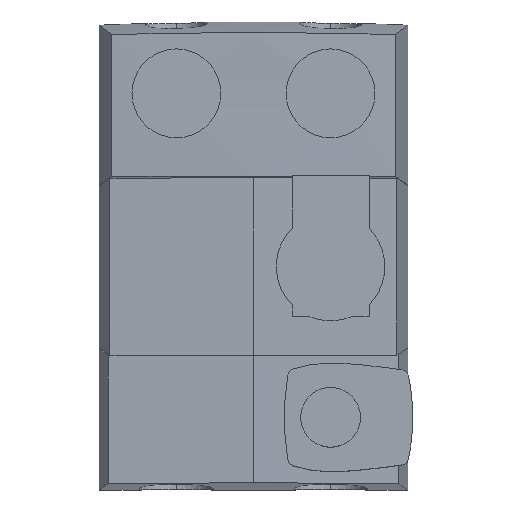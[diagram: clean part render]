
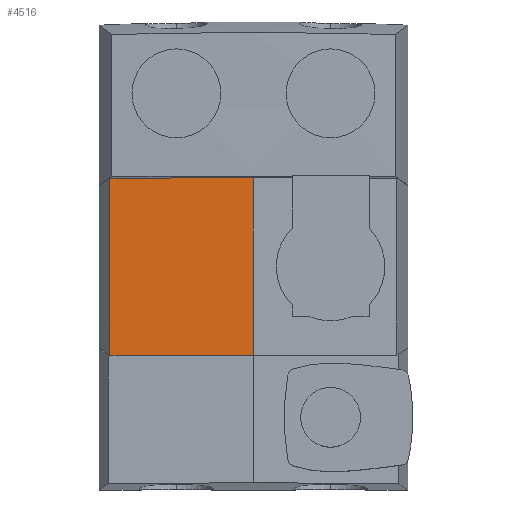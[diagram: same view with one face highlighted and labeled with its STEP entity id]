
A CAD part, top view. The second image highlights one B-rep face of the part: STEP entity #4516.
In plain terms, the highlighted cylindrical face has radius 2500 mm (diameter 5000 mm), a partial arc.
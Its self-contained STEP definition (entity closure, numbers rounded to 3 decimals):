
#49 = CARTESIAN_POINT ( 'NONE',  ( -116.333, 71.751, 89.474 ) ) ;
#422 = CARTESIAN_POINT ( 'NONE',  ( -116.333, -80., 89.474 ) ) ;
#489 = DIRECTION ( 'NONE',  ( 0., 0., 1. ) ) ;
#627 = VERTEX_POINT ( 'NONE', #5010 ) ;
#657 = B_SPLINE_CURVE_WITH_KNOTS ( 'NONE', 3,
 ( #4154, #5117, #1235, #1167, #3603 ),
 .UNSPECIFIED., .F., .F.,
 ( 4, 1, 4 ),
 ( 9.558, 9.616, 9.674 ),
 .UNSPECIFIED. ) ;
#895 = LINE ( 'NONE', #422, #3922 ) ;
#1064 = CARTESIAN_POINT ( 'NONE',  ( 0., -80., -2407.818 ) ) ;
#1090 = VECTOR ( 'NONE', #3107, 1000. ) ;
#1167 = CARTESIAN_POINT ( 'NONE',  ( -96.977, -71.872, 90.376 ) ) ;
#1235 = CARTESIAN_POINT ( 'NONE',  ( -58.233, -72.055, 91.729 ) ) ;
#1320 = VERTEX_POINT ( 'NONE', #3109 ) ;
#1562 = CARTESIAN_POINT ( 'NONE',  ( -77.555, 71.994, 91.28 ) ) ;
#1657 = AXIS2_PLACEMENT_3D ( 'NONE', #1064, #3068, #489 ) ;
#1695 = EDGE_CURVE ( 'NONE', #627, #1798, #5156, .T. ) ;
#1798 = VERTEX_POINT ( 'NONE', #2942 ) ;
#1958 = DIRECTION ( 'NONE',  ( 0., 1., 0. ) ) ;
#2532 = B_SPLINE_CURVE_WITH_KNOTS ( 'NONE', 3,
 ( #49, #1562, #4526, #5444 ),
 .UNSPECIFIED., .F., .F.,
 ( 4, 4 ),
 ( 0.014, 0.13 ),
 .UNSPECIFIED. ) ;
#2735 = ORIENTED_EDGE ( 'NONE', *, *, #1695, .T. ) ;
#2942 = CARTESIAN_POINT ( 'NONE',  ( 0., 72.116, 92.182 ) ) ;
#3006 = CYLINDRICAL_SURFACE ( 'NONE', #1657, 2500. ) ;
#3068 = DIRECTION ( 'NONE',  ( 0., 1., 0. ) ) ;
#3107 = DIRECTION ( 'NONE',  ( 0., 1., 0. ) ) ;
#3109 = CARTESIAN_POINT ( 'NONE',  ( -116.333, -71.751, 89.474 ) ) ;
#3457 = ORIENTED_EDGE ( 'NONE', *, *, #3709, .F. ) ;
#3471 = VERTEX_POINT ( 'NONE', #4951 ) ;
#3603 = CARTESIAN_POINT ( 'NONE',  ( -116.333, -71.751, 89.474 ) ) ;
#3709 = EDGE_CURVE ( 'NONE', #1320, #3471, #895, .T. ) ;
#3922 = VECTOR ( 'NONE', #1958, 1000. ) ;
#4154 = CARTESIAN_POINT ( 'NONE',  ( 0., -72.116, 92.182 ) ) ;
#4484 = EDGE_CURVE ( 'NONE', #3471, #1798, #2532, .T. ) ;
#4516 = ADVANCED_FACE ( 'NONE', ( #6398 ), #3006, .T. ) ;
#4526 = CARTESIAN_POINT ( 'NONE',  ( -38.778, 72.116, 92.182 ) ) ;
#4951 = CARTESIAN_POINT ( 'NONE',  ( -116.333, 71.751, 89.474 ) ) ;
#5010 = CARTESIAN_POINT ( 'NONE',  ( 0., -72.116, 92.182 ) ) ;
#5117 = CARTESIAN_POINT ( 'NONE',  ( -19.422, -72.116, 92.182 ) ) ;
#5156 = LINE ( 'NONE', #6112, #1090 ) ;
#5258 = EDGE_LOOP ( 'NONE', ( #5264, #2735, #6025, #3457 ) ) ;
#5264 = ORIENTED_EDGE ( 'NONE', *, *, #5844, .F. ) ;
#5444 = CARTESIAN_POINT ( 'NONE',  ( 0., 72.116, 92.182 ) ) ;
#5844 = EDGE_CURVE ( 'NONE', #627, #1320, #657, .T. ) ;
#6025 = ORIENTED_EDGE ( 'NONE', *, *, #4484, .F. ) ;
#6112 = CARTESIAN_POINT ( 'NONE',  ( 0., -80., 92.182 ) ) ;
#6398 = FACE_OUTER_BOUND ( 'NONE', #5258, .T. ) ;
